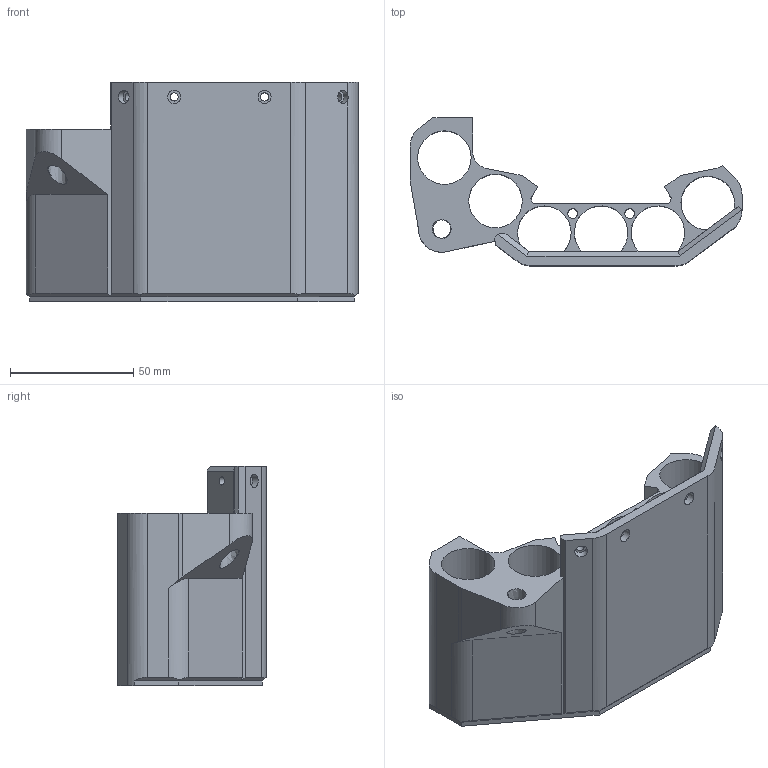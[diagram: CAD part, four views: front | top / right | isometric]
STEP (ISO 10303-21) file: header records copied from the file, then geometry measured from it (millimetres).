
FILE_DESCRIPTION(/* description */ (''),/* implementation_level */ '2;1');
FILE_NAME(/* name */ 'battery_mnt_left.stp',/* time_stamp */ '2024-06-29T23:07:27-07:00',/* author */ ('aaron'),/* organization */ (''),/* preprocessor_version */ 'ST-DEVELOPER v19.2',/* originating_system */ 'Autodesk Inventor 2023',/* authorisation */ '');
FILE_SCHEMA (('AUTOMOTIVE_DESIGN { 1 0 10303 214 3 1 1 }'));
Length unit declared in the file: millimetre
Products named in the file (1): battery_mnt_left
Bounding box: 134.53 x 60.08 x 89 mm (x, y, z)
Volume: 134295.1 mm3; surface area: 65704.6 mm2
Topology: 1 solids, 1 shells, 97 faces, 261 edges, 168 vertices
Faces by surface type: plane 57, cylinder 31, cone 6, bspline 3
Full cylindrical faces by diameter (mm): 3.3 x4, 4 x2, 5.3 x4, 5.9 x3, 21.7 x6
Entity records: 3278 total; most frequent: CARTESIAN_POINT 706, DIRECTION 525, ORIENTED_EDGE 522, EDGE_CURVE 261, AXIS2_PLACEMENT_3D 181, VERTEX_POINT 168, LINE 163, VECTOR 163
